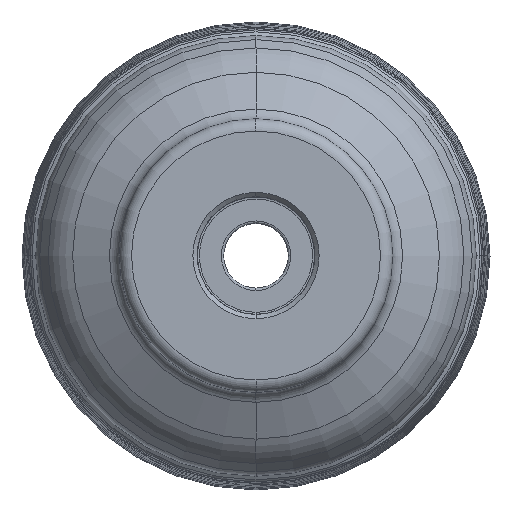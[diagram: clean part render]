
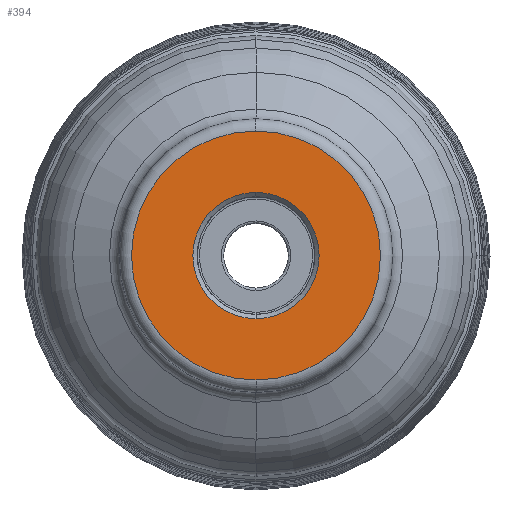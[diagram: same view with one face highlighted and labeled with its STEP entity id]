
A CAD part, top view. The second image highlights one B-rep face of the part: STEP entity #394.
In plain terms, the highlighted planar face has unit normal (0, 0, 1).
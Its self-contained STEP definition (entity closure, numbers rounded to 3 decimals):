
#61=PLANE('',#4036);
#73=FACE_BOUND('',#914,.T.);
#74=FACE_BOUND('',#915,.T.);
#394=ADVANCED_FACE('',(#73,#74),#61,.F.);
#914=EDGE_LOOP('',(#1696,#1697,#1698,#1699));
#915=EDGE_LOOP('',(#1700,#1701));
#1696=ORIENTED_EDGE('',*,*,#2510,.T.);
#1697=ORIENTED_EDGE('',*,*,#2511,.T.);
#1698=ORIENTED_EDGE('',*,*,#2512,.F.);
#1699=ORIENTED_EDGE('',*,*,#2513,.F.);
#1700=ORIENTED_EDGE('',*,*,#2507,.T.);
#1701=ORIENTED_EDGE('',*,*,#2509,.T.);
#2074=VERTEX_POINT('',#7657);
#2075=VERTEX_POINT('',#7659);
#2076=VERTEX_POINT('',#7665);
#2077=VERTEX_POINT('',#7666);
#2078=VERTEX_POINT('',#7668);
#2079=VERTEX_POINT('',#7670);
#2507=EDGE_CURVE('',#2075,#2074,#3042,.T.);
#2509=EDGE_CURVE('',#2074,#2075,#3043,.T.);
#2510=EDGE_CURVE('',#2076,#2077,#3044,.T.);
#2511=EDGE_CURVE('',#2077,#2078,#3045,.T.);
#2512=EDGE_CURVE('',#2079,#2078,#3046,.T.);
#2513=EDGE_CURVE('',#2076,#2079,#3047,.T.);
#3042=CIRCLE('',#4028,10.26);
#3043=CIRCLE('',#4030,10.26);
#3044=CIRCLE('',#4032,20.225);
#3045=CIRCLE('',#4033,20.225);
#3046=CIRCLE('',#4034,20.225);
#3047=CIRCLE('',#4035,20.225);
#4028=AXIS2_PLACEMENT_3D('',#7658,#5037,#5038);
#4030=AXIS2_PLACEMENT_3D('',#7662,#5042,#5043);
#4032=AXIS2_PLACEMENT_3D('',#7664,#5046,#5047);
#4033=AXIS2_PLACEMENT_3D('',#7667,#5048,#5049);
#4034=AXIS2_PLACEMENT_3D('',#7669,#5050,#5051);
#4035=AXIS2_PLACEMENT_3D('',#7671,#5052,#5053);
#4036=AXIS2_PLACEMENT_3D('',#7672,#5054,#5055);
#5037=DIRECTION('',(0.,0.,-1.));
#5038=DIRECTION('',(0.,1.,0.));
#5042=DIRECTION('',(0.,0.,-1.));
#5043=DIRECTION('',(0.,-1.,0.));
#5046=DIRECTION('',(0.,0.,1.));
#5047=DIRECTION('',(-0.001,1.,0.));
#5048=DIRECTION('',(0.,0.,1.));
#5049=DIRECTION('',(0.001,-1.,0.));
#5050=DIRECTION('',(0.,0.,-1.));
#5051=DIRECTION('',(0.001,-1.,0.));
#5052=DIRECTION('',(0.,0.,-1.));
#5053=DIRECTION('',(-0.001,1.,0.));
#5054=DIRECTION('',(0.,0.,-1.));
#5055=DIRECTION('',(0.,-1.,0.));
#7657=CARTESIAN_POINT('',(0.,-10.26,0.));
#7658=CARTESIAN_POINT('',(0.,0.,0.));
#7659=CARTESIAN_POINT('',(0.,10.26,0.));
#7662=CARTESIAN_POINT('',(0.,0.,0.));
#7664=CARTESIAN_POINT('',(0.,0.,0.));
#7665=CARTESIAN_POINT('',(-0.015,20.225,0.));
#7666=CARTESIAN_POINT('',(0.,-20.225,0.));
#7667=CARTESIAN_POINT('',(0.,0.,0.));
#7668=CARTESIAN_POINT('',(0.015,-20.225,0.));
#7669=CARTESIAN_POINT('',(0.,0.,0.));
#7670=CARTESIAN_POINT('',(0.,20.225,0.));
#7671=CARTESIAN_POINT('',(0.,0.,0.));
#7672=CARTESIAN_POINT('',(-44.534,22.225,0.));
